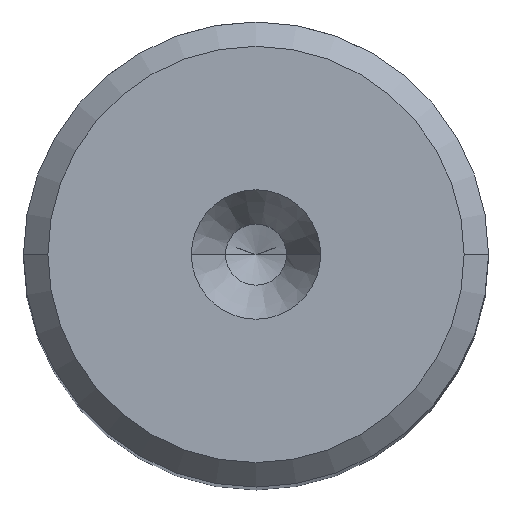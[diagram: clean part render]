
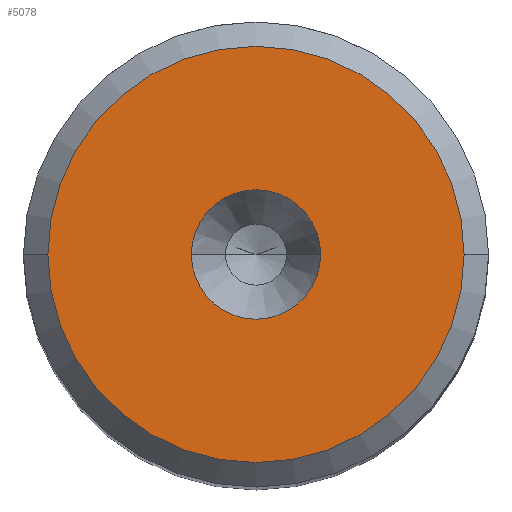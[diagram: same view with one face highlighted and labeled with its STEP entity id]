
A CAD part, top view. The second image highlights one B-rep face of the part: STEP entity #5078.
In plain terms, the highlighted planar face has unit normal (0, 0, 1).
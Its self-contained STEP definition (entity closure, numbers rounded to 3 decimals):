
#2666=CARTESIAN_POINT('',(0.,0.,0.));
#2667=DIRECTION('',(0.,0.,1.));
#2668=DIRECTION('',(1.,0.,0.));
#2669=AXIS2_PLACEMENT_3D('',#2666,#2667,#2668);
#2674=CARTESIAN_POINT('',(0.,0.,0.));
#2675=DIRECTION('',(0.,0.,1.));
#2676=DIRECTION('',(0.,-1.,0.));
#2677=AXIS2_PLACEMENT_3D('',#2674,#2675,#2676);
#2682=CARTESIAN_POINT('',(0.,0.,0.));
#2683=DIRECTION('',(0.,0.,1.));
#2684=DIRECTION('',(-1.,0.,0.));
#2685=AXIS2_PLACEMENT_3D('',#2682,#2683,#2684);
#2690=CARTESIAN_POINT('',(0.,0.,0.));
#2691=DIRECTION('',(0.,0.,1.));
#2692=DIRECTION('',(0.,1.,0.));
#2693=AXIS2_PLACEMENT_3D('',#2690,#2691,#2692);
#2698=CARTESIAN_POINT('',(0.,0.,0.));
#2699=DIRECTION('',(0.,0.,-1.));
#2700=DIRECTION('',(1.,0.,0.));
#2701=AXIS2_PLACEMENT_3D('',#2698,#2699,#2700);
#2706=CARTESIAN_POINT('',(0.,0.,0.));
#2707=DIRECTION('',(0.,0.,-1.));
#2708=DIRECTION('',(-1.,0.,0.));
#2709=AXIS2_PLACEMENT_3D('',#2706,#2707,#2708);
#3800=CARTESIAN_POINT('',(-8.525,0.,
0.));
#3801=VERTEX_POINT('',#3800);
#3802=CARTESIAN_POINT('',(0.,8.525,0.));
#3803=VERTEX_POINT('',#3802);
#3804=CARTESIAN_POINT('',(8.525,0.,0.));
#3805=VERTEX_POINT('',#3804);
#3806=CARTESIAN_POINT('',(0.,-8.525,0.));
#3807=VERTEX_POINT('',#3806);
#3810=CARTESIAN_POINT('',(2.65,0.,0.));
#3811=CARTESIAN_POINT('',(-2.65,0.,0.));
#3812=VERTEX_POINT('',#3810);
#3813=VERTEX_POINT('',#3811);
#5061=CARTESIAN_POINT('',(0.,0.001,0.));
#5062=DIRECTION('',(0.,0.,1.));
#5063=DIRECTION('',(1.,0.,0.));
#5064=AXIS2_PLACEMENT_3D('',#5061,#5062,#5063);
#5065=PLANE('',#5064);
#5066=ORIENTED_EDGE('',*,*,#5054,.F.);
#5067=ORIENTED_EDGE('',*,*,#5040,.F.);
#5068=ORIENTED_EDGE('',*,*,#5038,.F.);
#5069=ORIENTED_EDGE('',*,*,#5056,.F.);
#5070=EDGE_LOOP('',(#5066,#5067,#5068,#5069));
#5071=FACE_OUTER_BOUND('',#5070,.F.);
#5073=ORIENTED_EDGE('',*,*,#5072,.F.);
#5075=ORIENTED_EDGE('',*,*,#5074,.F.);
#5076=EDGE_LOOP('',(#5073,#5075));
#5077=FACE_BOUND('',#5076,.F.);
#2670=CIRCLE('',#2669,8.525);
#2678=CIRCLE('',#2677,8.525);
#2686=CIRCLE('',#2685,8.525);
#2694=CIRCLE('',#2693,8.525);
#2702=CIRCLE('',#2701,2.65);
#2710=CIRCLE('',#2709,2.65);
#5038=EDGE_CURVE('',#3801,#3807,#2686,.T.);
#5040=EDGE_CURVE('',#3807,#3805,#2678,.T.);
#5054=EDGE_CURVE('',#3805,#3803,#2670,.T.);
#5056=EDGE_CURVE('',#3803,#3801,#2694,.T.);
#5072=EDGE_CURVE('',#3812,#3813,#2702,.T.);
#5074=EDGE_CURVE('',#3813,#3812,#2710,.T.);
#5078=ADVANCED_FACE('',(#5071,#5077),#5065,.T.);
